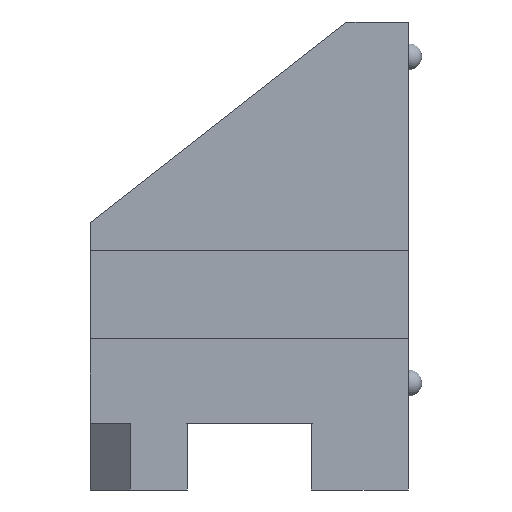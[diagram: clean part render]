
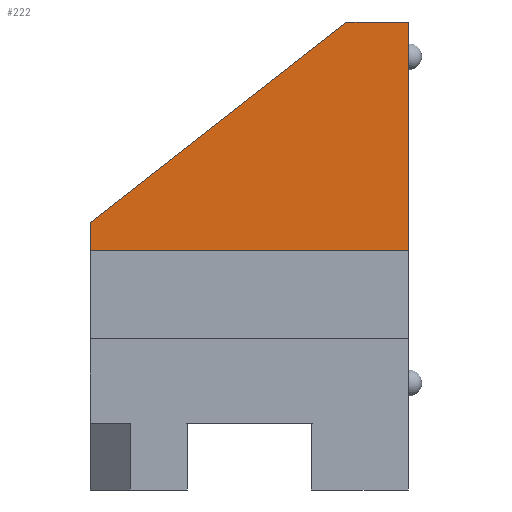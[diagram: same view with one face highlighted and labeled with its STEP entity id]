
A CAD part, left-side view. The second image highlights one B-rep face of the part: STEP entity #222.
In plain terms, the highlighted planar face has unit normal (-1, 0, 0).
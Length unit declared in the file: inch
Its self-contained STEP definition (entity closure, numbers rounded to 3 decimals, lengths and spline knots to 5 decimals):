
#132 = EDGE_CURVE ( 'NONE', #216, #2228, #3158, .T. ) ;
#204 = EDGE_CURVE ( 'NONE', #2491, #2225, #3256, .T. ) ;
#210 = ORIENTED_EDGE ( 'NONE', *, *, #2425, .T. ) ;
#211 = EDGE_CURVE ( 'NONE', #2492, #216, #3338, .T. ) ;
#216 = VERTEX_POINT ( 'NONE', #3326 ) ;
#218 = ORIENTED_EDGE ( 'NONE', *, *, #211, .T. ) ;
#221 = EDGE_LOOP ( 'NONE', ( #232, #210, #218, #663, #223 ) ) ;
#222 = ADVANCED_FACE ( 'NONE', ( #3314 ), #3367, .T. ) ;
#223 = ORIENTED_EDGE ( 'NONE', *, *, #2261, .F. ) ;
#232 = ORIENTED_EDGE ( 'NONE', *, *, #204, .F. ) ;
#663 = ORIENTED_EDGE ( 'NONE', *, *, #132, .T. ) ;
#2225 = VERTEX_POINT ( 'NONE', #8812 ) ;
#2228 = VERTEX_POINT ( 'NONE', #8806 ) ;
#2261 = EDGE_CURVE ( 'NONE', #2225, #2228, #8851, .T. ) ;
#2425 = EDGE_CURVE ( 'NONE', #2491, #2492, #9349, .T. ) ;
#2491 = VERTEX_POINT ( 'NONE', #9569 ) ;
#2492 = VERTEX_POINT ( 'NONE', #9564 ) ;
#3155 = DIRECTION ( 'NONE',  ( 0., 0.788, -0.616 ) ) ;
#3156 = VECTOR ( 'NONE', #3155, 39.37008 ) ;
#3158 = LINE ( 'NONE', #3159, #3156 ) ;
#3159 = CARTESIAN_POINT ( 'NONE',  ( -0.78225, 0.0325, 0. ) ) ;
#3256 = LINE ( 'NONE', #3292, #3291 ) ;
#3291 = VECTOR ( 'NONE', #3337, 39.37008 ) ;
#3292 = CARTESIAN_POINT ( 'NONE',  ( -0.78225, -0.27391, -0.039 ) ) ;
#3314 = FACE_OUTER_BOUND ( 'NONE', #221, .T. ) ;
#3325 = AXIS2_PLACEMENT_3D ( 'NONE', #3362, #3361, #3360 ) ;
#3326 = CARTESIAN_POINT ( 'NONE',  ( -0.78225, -0.1595, 0.15 ) ) ;
#3332 = DIRECTION ( 'NONE',  ( 0., 1., 0. ) ) ;
#3334 = VECTOR ( 'NONE', #3332, 39.37008 ) ;
#3335 = CARTESIAN_POINT ( 'NONE',  ( -0.78225, -0.1595, 0.15 ) ) ;
#3337 = DIRECTION ( 'NONE',  ( 0., 1., 0. ) ) ;
#3338 = LINE ( 'NONE', #3335, #3334 ) ;
#3360 = DIRECTION ( 'NONE',  ( 0., 0., 1. ) ) ;
#3361 = DIRECTION ( 'NONE',  ( -1., 0., 0. ) ) ;
#3362 = CARTESIAN_POINT ( 'NONE',  ( -0.78225, -0.2055, -0.05 ) ) ;
#3367 = PLANE ( 'NONE',  #3325 ) ;
#8806 = CARTESIAN_POINT ( 'NONE',  ( -0.78225, 0.0325, 0. ) ) ;
#8812 = CARTESIAN_POINT ( 'NONE',  ( -0.78225, 0.0325, -0.039 ) ) ;
#8848 = DIRECTION ( 'NONE',  ( 0., 0., 1. ) ) ;
#8849 = VECTOR ( 'NONE', #8848, 39.37008 ) ;
#8850 = CARTESIAN_POINT ( 'NONE',  ( -0.78225, 0.0325, -0.05 ) ) ;
#8851 = LINE ( 'NONE', #8850, #8849 ) ;
#9339 = DIRECTION ( 'NONE',  ( 0., 0., 1. ) ) ;
#9340 = VECTOR ( 'NONE', #9339, 39.37008 ) ;
#9348 = CARTESIAN_POINT ( 'NONE',  ( -0.78225, -0.2055, -0.05 ) ) ;
#9349 = LINE ( 'NONE', #9348, #9340 ) ;
#9564 = CARTESIAN_POINT ( 'NONE',  ( -0.78225, -0.2055, 0.15 ) ) ;
#9569 = CARTESIAN_POINT ( 'NONE',  ( -0.78225, -0.2055, -0.039 ) ) ;
